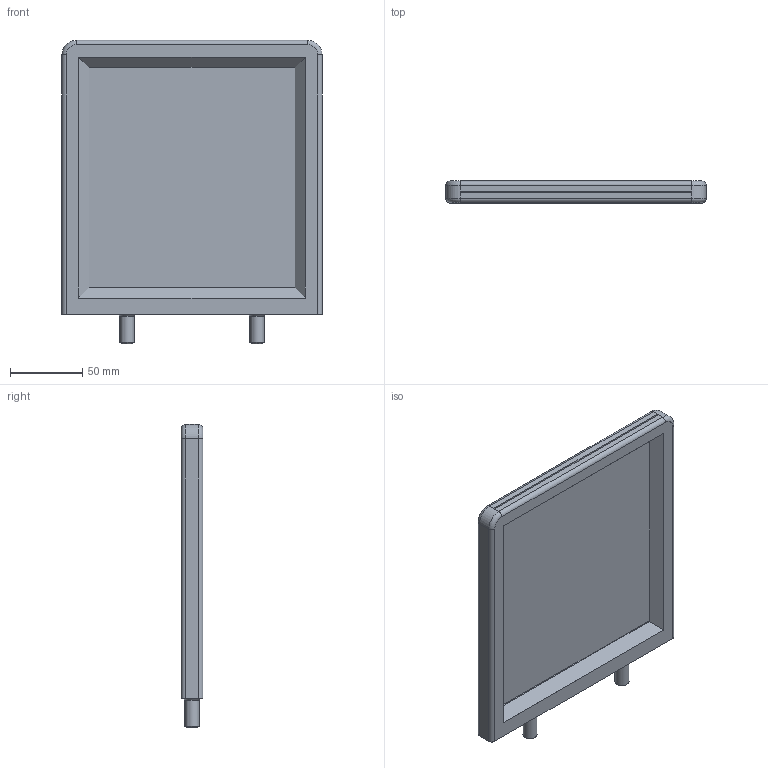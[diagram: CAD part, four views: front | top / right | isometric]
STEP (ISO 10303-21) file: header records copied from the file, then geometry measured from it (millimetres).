
FILE_DESCRIPTION(('FreeCAD Model'),'2;1');
FILE_NAME('Open CASCADE Shape Model','2024-10-05T14:39:37',(''),(''), 'Open CASCADE STEP processor 7.7','FreeCAD','Unknown');
FILE_SCHEMA(('AUTOMOTIVE_DESIGN { 1 0 10303 214 1 1 1 1 }'));
Length unit declared in the file: millimetre
Products named in the file (1): Body
Bounding box: 180 x 15 x 209.74 mm (x, y, z)
Volume: 317301.2 mm3; surface area: 92129.3 mm2
Topology: 1 solids, 1 shells, 40 faces, 91 edges, 54 vertices
Faces by surface type: plane 22, cylinder 10, cone 4, torus 4
Full cylindrical faces by diameter (mm): 9.8 x2
Entity records: 1129 total; most frequent: DIRECTION 201, CARTESIAN_POINT 186, ORIENTED_EDGE 182, EDGE_CURVE 91, AXIS2_PLACEMENT_3D 69, LINE 63, VECTOR 63, VERTEX_POINT 54
